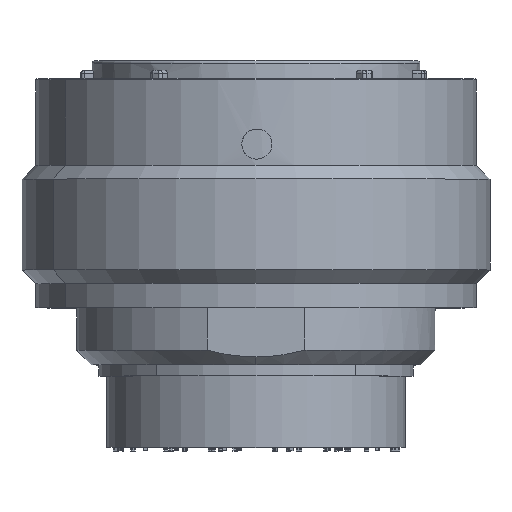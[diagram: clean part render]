
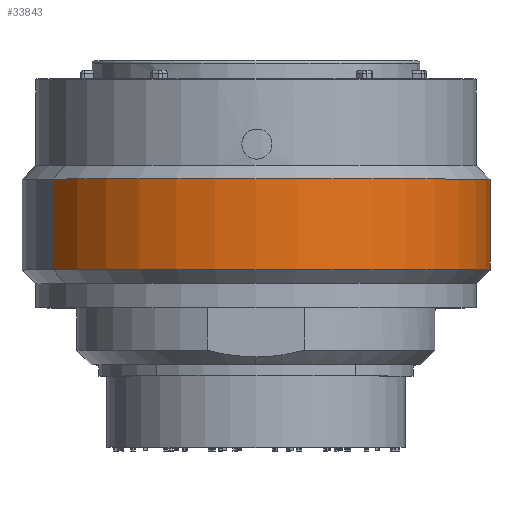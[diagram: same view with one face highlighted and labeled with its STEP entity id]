
A CAD part, top view. The second image highlights one B-rep face of the part: STEP entity #33843.
In plain terms, the highlighted cylindrical face has radius 19.4 mm (diameter 38.8 mm), a partial arc.
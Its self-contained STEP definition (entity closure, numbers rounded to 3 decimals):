
#3730=DIRECTION('',(0.,-1.,0.));
#3731=VECTOR('',#3730,7.53);
#3732=CARTESIAN_POINT('',(16.801,1.715,-9.7));
#3733=LINE('',#3732,#3731);
#3734=DIRECTION('',(0.,-1.,0.));
#3735=VECTOR('',#3734,7.53);
#3736=CARTESIAN_POINT('',(-16.801,1.715,9.7));
#3737=LINE('',#3736,#3735);
#3738=CARTESIAN_POINT('',(0.,1.715,0.));
#3739=DIRECTION('',(0.,-1.,0.));
#3740=DIRECTION('',(0.866,0.,-0.5));
#3741=AXIS2_PLACEMENT_3D('',#3738,#3739,#3740);
#3751=CARTESIAN_POINT('',(0.,-5.815,0.));
#3752=DIRECTION('',(0.,-1.,0.));
#3753=DIRECTION('',(0.866,0.,-0.5));
#3754=AXIS2_PLACEMENT_3D('',#3751,#3752,#3753);
#24062=CARTESIAN_POINT('',(16.801,1.715,-9.7));
#24064=VERTEX_POINT('',#24062);
#24065=CARTESIAN_POINT('',(16.801,-5.815,-9.7));
#24066=VERTEX_POINT('',#24065);
#24068=CARTESIAN_POINT('',(-16.801,1.715,9.7));
#24070=VERTEX_POINT('',#24068);
#24071=CARTESIAN_POINT('',(-16.801,-5.815,9.7));
#24072=VERTEX_POINT('',#24071);
#33831=CARTESIAN_POINT('',(0.,-9.989,0.));
#33832=DIRECTION('',(0.,1.,0.));
#33833=DIRECTION('',(-0.866,0.,0.5));
#33834=AXIS2_PLACEMENT_3D('',#33831,#33832,#33833);
#33835=CYLINDRICAL_SURFACE('',#33834,19.4);
#33836=ORIENTED_EDGE('',*,*,#33821,.T.);
#33838=ORIENTED_EDGE('',*,*,#33837,.T.);
#33839=ORIENTED_EDGE('',*,*,#33824,.F.);
#33840=ORIENTED_EDGE('',*,*,#33795,.F.);
#33841=EDGE_LOOP('',(#33836,#33838,#33839,#33840));
#33842=FACE_OUTER_BOUND('',#33841,.F.);
#33843=ADVANCED_FACE('',(#33842),#33835,.T.);
#3742=CIRCLE('',#3741,19.4);
#3755=CIRCLE('',#3754,19.4);
#33795=EDGE_CURVE('',#24064,#24070,#3742,.T.);
#33821=EDGE_CURVE('',#24064,#24066,#3733,.T.);
#33824=EDGE_CURVE('',#24070,#24072,#3737,.T.);
#33837=EDGE_CURVE('',#24066,#24072,#3755,.T.);
